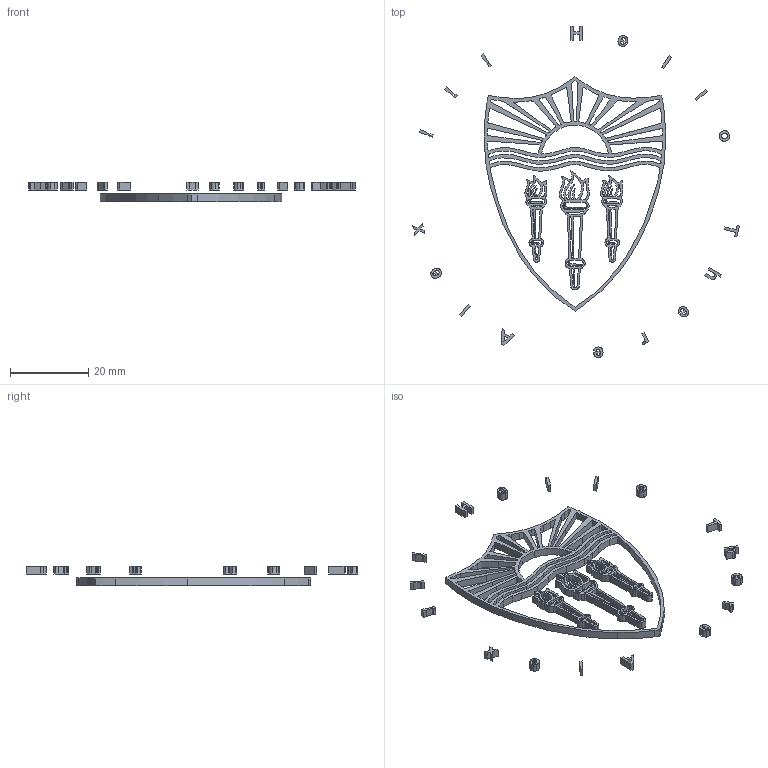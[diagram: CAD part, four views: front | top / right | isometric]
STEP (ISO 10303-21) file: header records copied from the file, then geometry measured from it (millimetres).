
FILE_DESCRIPTION(('Open CASCADE Model'),'2;1');
FILE_NAME('Open CASCADE Shape Model','2023-04-05T19:28:35',('Author'),( 'Open CASCADE'),'Open CASCADE STEP processor 7.4','Open CASCADE 7.4' ,'Unknown');
FILE_SCHEMA(('AUTOMOTIVE_DESIGN { 1 0 10303 214 1 1 1 1 }'));
Length unit declared in the file: millimetre
Products named in the file (32): Open CASCADE STEP translator 7.4 36; Open CASCADE STEP translator 7.4 36.1; Open CASCADE STEP translator 7.4 36.1.1; Open CASCADE STEP translator 7.4 36.1.2; Open CASCADE STEP translator 7.4 36.1.3; Open CASCADE STEP translator 7.4 36.1.4; Open CASCADE STEP translator 7.4 36.1.5; Open CASCADE STEP translator 7.4 36.1.6; Open CASCADE STEP translator 7.4 36.1.7; Open CASCADE STEP translator 7.4 36.1.8; Open CASCADE STEP translator 7.4 36.1.9; Open CASCADE STEP translator 7.4 36.1.10; Open CASCADE STEP translator 7.4 36.1.11; Open CASCADE STEP translator 7.4 36.1.12; Open CASCADE STEP translator 7.4 36.1.13; Open CASCADE STEP translator 7.4 36.1.14; Open CASCADE STEP translator 7.4 36.1.15; Open CASCADE STEP translator 7.4 36.1.16; Open CASCADE STEP translator 7.4 36.1.17; Open CASCADE STEP translator 7.4 36.1.18; Open CASCADE STEP translator 7.4 36.1.19; Open CASCADE STEP translator 7.4 36.1.20; Open CASCADE STEP translator 7.4 36.1.21; Open CASCADE STEP translator 7.4 36.1.22; Open CASCADE STEP translator 7.4 36.1.23; Open CASCADE STEP translator 7.4 36.1.24; Open CASCADE STEP translator 7.4 36.1.25; Open CASCADE STEP translator 7.4 36.1.26; Open CASCADE STEP translator 7.4 36.1.27; Open CASCADE STEP translator 7.4 36.1.28; Open CASCADE STEP translator 7.4 36.1.29; Open CASCADE STEP translator 7.4 36.1.30
Assembly tree (31 placements, depth 3):
  Open CASCADE STEP translator 7.4 36
    Open CASCADE STEP translator 7.4 36.1
      Open CASCADE STEP translator 7.4 36.1.1
      Open CASCADE STEP translator 7.4 36.1.2
      Open CASCADE STEP translator 7.4 36.1.3
      Open CASCADE STEP translator 7.4 36.1.4
      Open CASCADE STEP translator 7.4 36.1.5
      Open CASCADE STEP translator 7.4 36.1.6
      Open CASCADE STEP translator 7.4 36.1.7
      Open CASCADE STEP translator 7.4 36.1.8
      Open CASCADE STEP translator 7.4 36.1.9
      Open CASCADE STEP translator 7.4 36.1.10
      Open CASCADE STEP translator 7.4 36.1.11
      Open CASCADE STEP translator 7.4 36.1.12
      Open CASCADE STEP translator 7.4 36.1.13
      Open CASCADE STEP translator 7.4 36.1.14
      Open CASCADE STEP translator 7.4 36.1.15
      Open CASCADE STEP translator 7.4 36.1.16
      Open CASCADE STEP translator 7.4 36.1.17
      Open CASCADE STEP translator 7.4 36.1.18
      Open CASCADE STEP translator 7.4 36.1.19
      Open CASCADE STEP translator 7.4 36.1.20
      Open CASCADE STEP translator 7.4 36.1.21
      Open CASCADE STEP translator 7.4 36.1.22
      Open CASCADE STEP translator 7.4 36.1.23
      Open CASCADE STEP translator 7.4 36.1.24
      Open CASCADE STEP translator 7.4 36.1.25
      Open CASCADE STEP translator 7.4 36.1.26
      Open CASCADE STEP translator 7.4 36.1.27
      Open CASCADE STEP translator 7.4 36.1.28
      Open CASCADE STEP translator 7.4 36.1.29
      Open CASCADE STEP translator 7.4 36.1.30
Bounding box: 83.53 x 84.65 x 5 mm (x, y, z)
Volume: 1332.1 mm3; surface area: 4833.8 mm2
Topology: 30 solids, 30 shells, 857 faces, 2391 edges, 1594 vertices
Faces by surface type: bspline 472, plane 285, extrusion 100
Entity records: 61746 total; most frequent: CARTESIAN_POINT 20568, ORIENTED_EDGE 4782, PCURVE 4782, DEFINITIONAL_REPRESENTATION 4782, DIRECTION 4675, VECTOR 4041, LINE 3941, B_SPLINE_CURVE_WITH_KNOTS 3332
